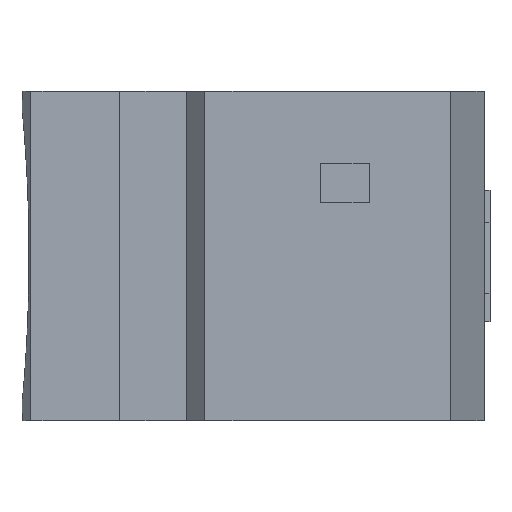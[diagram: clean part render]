
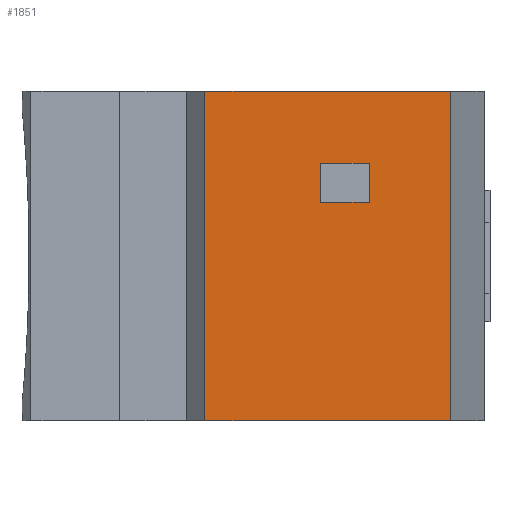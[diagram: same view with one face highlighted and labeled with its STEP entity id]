
A CAD part, left-side view. The second image highlights one B-rep face of the part: STEP entity #1851.
In plain terms, the highlighted planar face has unit normal (-1, 0, 0).
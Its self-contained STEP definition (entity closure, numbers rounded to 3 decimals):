
#25 = CARTESIAN_POINT ( 'NONE',  ( -46.25, -20.7, 22.25 ) ) ;
#219 = EDGE_CURVE ( 'NONE', #2280, #3103, #3710, .T. ) ;
#360 = FACE_BOUND ( 'NONE', #580, .T. ) ;
#390 = DIRECTION ( 'NONE',  ( 0., 0., -1. ) ) ;
#444 = CARTESIAN_POINT ( 'NONE',  ( -46.25, -38.8, 12.55 ) ) ;
#446 = ORIENTED_EDGE ( 'NONE', *, *, #2554, .F. ) ;
#464 = CARTESIAN_POINT ( 'NONE',  ( -46.25, -38.8, 12.55 ) ) ;
#515 = CARTESIAN_POINT ( 'NONE',  ( -46.25, -56.4, -22.25 ) ) ;
#580 = EDGE_LOOP ( 'NONE', ( #1252, #1974, #446, #3059 ) ) ;
#603 = AXIS2_PLACEMENT_3D ( 'NONE', #1874, #3447, #2679 ) ;
#627 = VECTOR ( 'NONE', #2525, 1000. ) ;
#713 = CARTESIAN_POINT ( 'NONE',  ( -46.25, -20.7, -22.25 ) ) ;
#791 = CARTESIAN_POINT ( 'NONE',  ( -46.25, -56.4, 22.25 ) ) ;
#812 = FACE_OUTER_BOUND ( 'NONE', #2000, .T. ) ;
#833 = CARTESIAN_POINT ( 'NONE',  ( -46.25, -45.4, 12.55 ) ) ;
#981 = CARTESIAN_POINT ( 'NONE',  ( -46.25, -23.2, 22.25 ) ) ;
#1022 = CARTESIAN_POINT ( 'NONE',  ( -46.25, -23.2, -22.25 ) ) ;
#1056 = VERTEX_POINT ( 'NONE', #444 ) ;
#1217 = EDGE_CURVE ( 'NONE', #2340, #2440, #3181, .T. ) ;
#1252 = ORIENTED_EDGE ( 'NONE', *, *, #2820, .F. ) ;
#1496 = DIRECTION ( 'NONE',  ( 0., 0., 1. ) ) ;
#1531 = DIRECTION ( 'NONE',  ( 0., 1., 0. ) ) ;
#1543 = VERTEX_POINT ( 'NONE', #3395 ) ;
#1592 = DIRECTION ( 'NONE',  ( 0., 1., 0. ) ) ;
#1655 = VECTOR ( 'NONE', #2244, 1000. ) ;
#1668 = ORIENTED_EDGE ( 'NONE', *, *, #219, .F. ) ;
#1711 = CARTESIAN_POINT ( 'NONE',  ( -46.25, -38.8, 7.25 ) ) ;
#1848 = LINE ( 'NONE', #1711, #2551 ) ;
#1851 = ADVANCED_FACE ( 'NONE', ( #360, #812 ), #3681, .T. ) ;
#1874 = CARTESIAN_POINT ( 'NONE',  ( -46.25, -20.7, 22.25 ) ) ;
#1885 = CARTESIAN_POINT ( 'NONE',  ( -46.25, -38.8, 7.25 ) ) ;
#1951 = EDGE_CURVE ( 'NONE', #1543, #2782, #3244, .T. ) ;
#1974 = ORIENTED_EDGE ( 'NONE', *, *, #3087, .F. ) ;
#2000 = EDGE_LOOP ( 'NONE', ( #3616, #3227, #2347, #1668 ) ) ;
#2244 = DIRECTION ( 'NONE',  ( 0., 0., -1. ) ) ;
#2280 = VERTEX_POINT ( 'NONE', #791 ) ;
#2340 = VERTEX_POINT ( 'NONE', #2891 ) ;
#2347 = ORIENTED_EDGE ( 'NONE', *, *, #2560, .F. ) ;
#2348 = LINE ( 'NONE', #1885, #2474 ) ;
#2440 = VERTEX_POINT ( 'NONE', #1022 ) ;
#2474 = VECTOR ( 'NONE', #2738, 1000. ) ;
#2525 = DIRECTION ( 'NONE',  ( 0., 1., 0. ) ) ;
#2551 = VECTOR ( 'NONE', #2875, 1000. ) ;
#2554 = EDGE_CURVE ( 'NONE', #2782, #1056, #2869, .T. ) ;
#2556 = EDGE_CURVE ( 'NONE', #2280, #2340, #3056, .T. ) ;
#2560 = EDGE_CURVE ( 'NONE', #3103, #2440, #3464, .T. ) ;
#2679 = DIRECTION ( 'NONE',  ( 0., 0., 1. ) ) ;
#2682 = CARTESIAN_POINT ( 'NONE',  ( -46.25, -38.8, 7.25 ) ) ;
#2738 = DIRECTION ( 'NONE',  ( 0., -1., 0. ) ) ;
#2782 = VERTEX_POINT ( 'NONE', #833 ) ;
#2810 = CARTESIAN_POINT ( 'NONE',  ( -46.25, -45.4, 7.25 ) ) ;
#2820 = EDGE_CURVE ( 'NONE', #3157, #1543, #2348, .T. ) ;
#2869 = LINE ( 'NONE', #464, #627 ) ;
#2875 = DIRECTION ( 'NONE',  ( 0., 0., -1. ) ) ;
#2891 = CARTESIAN_POINT ( 'NONE',  ( -46.25, -23.2, 22.25 ) ) ;
#3056 = LINE ( 'NONE', #25, #3565 ) ;
#3059 = ORIENTED_EDGE ( 'NONE', *, *, #1951, .F. ) ;
#3087 = EDGE_CURVE ( 'NONE', #1056, #3157, #1848, .T. ) ;
#3103 = VERTEX_POINT ( 'NONE', #515 ) ;
#3157 = VERTEX_POINT ( 'NONE', #2682 ) ;
#3181 = LINE ( 'NONE', #981, #1655 ) ;
#3204 = VECTOR ( 'NONE', #390, 1000. ) ;
#3227 = ORIENTED_EDGE ( 'NONE', *, *, #1217, .T. ) ;
#3243 = CARTESIAN_POINT ( 'NONE',  ( -46.25, -56.4, 22.25 ) ) ;
#3244 = LINE ( 'NONE', #2810, #3591 ) ;
#3395 = CARTESIAN_POINT ( 'NONE',  ( -46.25, -45.4, 7.25 ) ) ;
#3447 = DIRECTION ( 'NONE',  ( -1., 0., 0. ) ) ;
#3464 = LINE ( 'NONE', #713, #3732 ) ;
#3565 = VECTOR ( 'NONE', #1592, 1000. ) ;
#3591 = VECTOR ( 'NONE', #1496, 1000. ) ;
#3616 = ORIENTED_EDGE ( 'NONE', *, *, #2556, .T. ) ;
#3681 = PLANE ( 'NONE',  #603 ) ;
#3710 = LINE ( 'NONE', #3243, #3204 ) ;
#3732 = VECTOR ( 'NONE', #1531, 1000. ) ;
